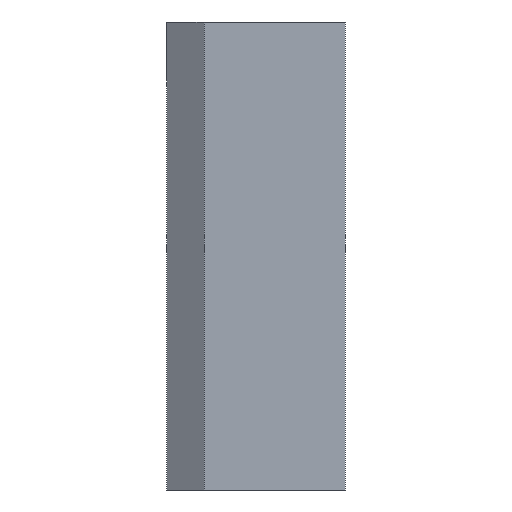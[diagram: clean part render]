
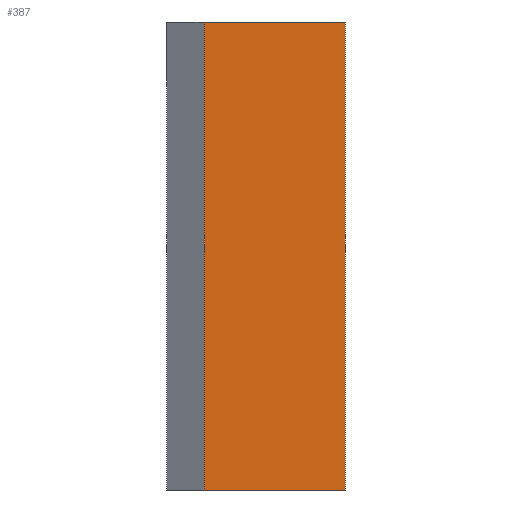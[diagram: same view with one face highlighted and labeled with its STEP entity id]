
A CAD part, left-side view. The second image highlights one B-rep face of the part: STEP entity #387.
In plain terms, the highlighted planar face has unit normal (-1, 0, 0).
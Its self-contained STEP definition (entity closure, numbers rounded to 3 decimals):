
#10 = LINE ( 'NONE', #266, #573 ) ;
#26 = CARTESIAN_POINT ( 'NONE',  ( -5., 1.66, -2.75 ) ) ;
#43 = CARTESIAN_POINT ( 'NONE',  ( -5., 0., 2.75 ) ) ;
#86 = LINE ( 'NONE', #338, #301 ) ;
#146 = DIRECTION ( 'NONE',  ( 0., 1., 0. ) ) ;
#209 = PLANE ( 'NONE',  #227 ) ;
#227 = AXIS2_PLACEMENT_3D ( 'NONE', #459, #692, #146 ) ;
#252 = EDGE_LOOP ( 'NONE', ( #554, #612, #637, #732 ) ) ;
#266 = CARTESIAN_POINT ( 'NONE',  ( -5., 0., -2.75 ) ) ;
#270 = EDGE_CURVE ( 'NONE', #787, #310, #716, .T. ) ;
#282 = EDGE_CURVE ( 'NONE', #632, #574, #86, .T. ) ;
#301 = VECTOR ( 'NONE', #586, 1000. ) ;
#306 = DIRECTION ( 'NONE',  ( 0., -1., 0. ) ) ;
#310 = VERTEX_POINT ( 'NONE', #473 ) ;
#323 = CARTESIAN_POINT ( 'NONE',  ( -5., 0., 2.75 ) ) ;
#338 = CARTESIAN_POINT ( 'NONE',  ( -5., 1.66, 2.75 ) ) ;
#385 = EDGE_CURVE ( 'NONE', #574, #310, #10, .T. ) ;
#387 = ADVANCED_FACE ( 'NONE', ( #751 ), #209, .F. ) ;
#399 = CARTESIAN_POINT ( 'NONE',  ( -5., 0., 2.75 ) ) ;
#459 = CARTESIAN_POINT ( 'NONE',  ( -5., 0., 2.75 ) ) ;
#473 = CARTESIAN_POINT ( 'NONE',  ( -5., 0., -2.75 ) ) ;
#518 = DIRECTION ( 'NONE',  ( 0., -1., 0. ) ) ;
#554 = ORIENTED_EDGE ( 'NONE', *, *, #385, .T. ) ;
#573 = VECTOR ( 'NONE', #518, 1000. ) ;
#574 = VERTEX_POINT ( 'NONE', #26 ) ;
#586 = DIRECTION ( 'NONE',  ( 0., 0., -1. ) ) ;
#607 = LINE ( 'NONE', #43, #669 ) ;
#612 = ORIENTED_EDGE ( 'NONE', *, *, #270, .F. ) ;
#617 = EDGE_CURVE ( 'NONE', #632, #787, #607, .T. ) ;
#632 = VERTEX_POINT ( 'NONE', #780 ) ;
#637 = ORIENTED_EDGE ( 'NONE', *, *, #617, .F. ) ;
#641 = DIRECTION ( 'NONE',  ( 0., 0., -1. ) ) ;
#669 = VECTOR ( 'NONE', #306, 1000. ) ;
#692 = DIRECTION ( 'NONE',  ( 1., 0., 0. ) ) ;
#716 = LINE ( 'NONE', #399, #739 ) ;
#732 = ORIENTED_EDGE ( 'NONE', *, *, #282, .T. ) ;
#739 = VECTOR ( 'NONE', #641, 1000. ) ;
#751 = FACE_OUTER_BOUND ( 'NONE', #252, .T. ) ;
#780 = CARTESIAN_POINT ( 'NONE',  ( -5., 1.66, 2.75 ) ) ;
#787 = VERTEX_POINT ( 'NONE', #323 ) ;
